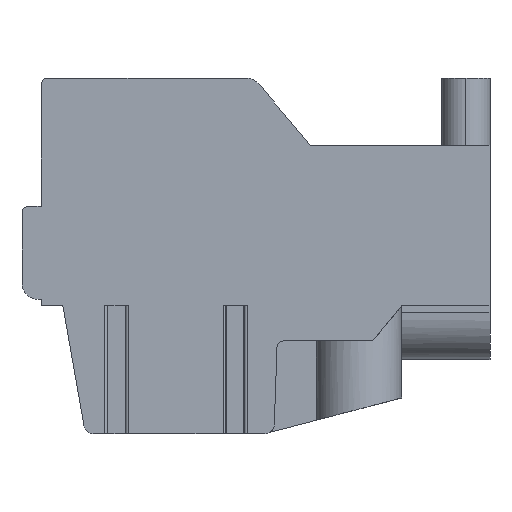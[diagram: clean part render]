
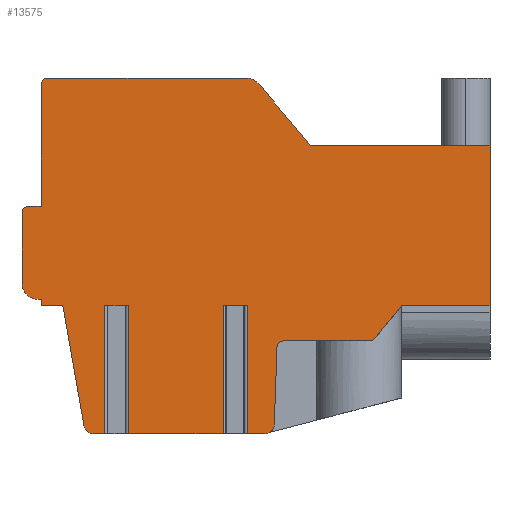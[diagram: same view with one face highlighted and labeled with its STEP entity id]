
A CAD part, front view. The second image highlights one B-rep face of the part: STEP entity #13575.
In plain terms, the highlighted planar face has unit normal (0, -1, 0).
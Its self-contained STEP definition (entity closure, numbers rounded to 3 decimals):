
#1=DIRECTION('',(1.,0.,0.));
#2=VECTOR('',#1,0.746);
#3=CARTESIAN_POINT('',(-12.023,0.,-7.186));
#4=LINE('',#3,#2);
#5=DIRECTION('',(0.,0.,-1.));
#6=VECTOR('',#5,4.);
#7=CARTESIAN_POINT('',(-12.023,0.,-7.186));
#8=LINE('',#7,#6);
#9=DIRECTION('',(-1.,0.,0.));
#10=VECTOR('',#9,0.348);
#11=CARTESIAN_POINT('',(-12.023,0.,-11.186));
#12=LINE('',#11,#10);
#13=CARTESIAN_POINT('',(-12.371,0.,-10.886));
#14=DIRECTION('',(0.,1.,0.));
#15=DIRECTION('',(0.,0.,-1.));
#16=AXIS2_PLACEMENT_3D('',#13,#14,#15);
#18=DIRECTION('',(-0.174,0.,0.985));
#19=VECTOR('',#18,3.81);
#20=CARTESIAN_POINT('',(-12.667,0.,-10.938));
#21=LINE('',#20,#19);
#22=DIRECTION('',(-1.,0.,0.));
#23=VECTOR('',#22,0.672);
#24=CARTESIAN_POINT('',(-13.328,0.,-7.186));
#25=LINE('',#24,#23);
#26=DIRECTION('',(0.,0.,1.));
#27=VECTOR('',#26,0.2);
#28=CARTESIAN_POINT('',(-14.,0.,-7.186));
#29=LINE('',#28,#27);
#30=DIRECTION('',(-1.,0.,0.));
#31=VECTOR('',#30,0.1);
#32=CARTESIAN_POINT('',(-14.,0.,-6.986));
#33=LINE('',#32,#31);
#34=CARTESIAN_POINT('',(-14.1,0.,-6.486));
#35=DIRECTION('',(0.,1.,0.));
#36=DIRECTION('',(0.,0.,-1.));
#37=AXIS2_PLACEMENT_3D('',#34,#35,#36);
#39=DIRECTION('',(0.,0.,1.));
#40=VECTOR('',#39,2.2);
#41=CARTESIAN_POINT('',(-14.6,0.,-6.486));
#42=LINE('',#41,#40);
#43=CARTESIAN_POINT('',(-14.4,0.,-4.286));
#44=DIRECTION('',(0.,1.,0.));
#45=DIRECTION('',(-1.,0.,0.));
#46=AXIS2_PLACEMENT_3D('',#43,#44,#45);
#48=DIRECTION('',(1.,0.,0.));
#49=VECTOR('',#48,0.4);
#50=CARTESIAN_POINT('',(-14.4,0.,-4.086));
#51=LINE('',#50,#49);
#52=DIRECTION('',(0.,0.,1.));
#53=VECTOR('',#52,3.8);
#54=CARTESIAN_POINT('',(-14.,0.,-4.086));
#55=LINE('',#54,#53);
#56=CARTESIAN_POINT('',(-13.8,0.,-0.286));
#57=DIRECTION('',(0.,1.,0.));
#58=DIRECTION('',(-1.,0.,0.));
#59=AXIS2_PLACEMENT_3D('',#56,#57,#58);
#61=DIRECTION('',(1.,0.,0.));
#62=VECTOR('',#61,6.205);
#63=CARTESIAN_POINT('',(-13.8,0.,-0.086));
#64=LINE('',#63,#62);
#65=CARTESIAN_POINT('',(-7.595,0.,-0.586));
#66=DIRECTION('',(0.,1.,0.));
#67=DIRECTION('',(0.,0.,1.));
#68=AXIS2_PLACEMENT_3D('',#65,#66,#67);
#70=DIRECTION('',(0.643,0.,-0.766));
#71=VECTOR('',#70,2.508);
#72=CARTESIAN_POINT('',(-7.212,0.,-0.264));
#73=LINE('',#72,#71);
#74=DIRECTION('',(1.,0.,0.));
#75=VECTOR('',#74,5.6);
#76=CARTESIAN_POINT('',(-5.6,0.,-2.186));
#77=LINE('',#76,#75);
#78=DIRECTION('',(0.,0.,-1.));
#79=VECTOR('',#78,5.);
#80=CARTESIAN_POINT('',(0.,0.,-2.186));
#81=LINE('',#80,#79);
#82=DIRECTION('',(-1.,0.,0.));
#83=VECTOR('',#82,2.75);
#84=CARTESIAN_POINT('',(0.,0.,-7.186));
#85=LINE('',#84,#83);
#86=DIRECTION('',(-0.635,0.,-0.773));
#87=VECTOR('',#86,1.423);
#88=CARTESIAN_POINT('',(-2.75,0.,-7.186));
#89=LINE('',#88,#87);
#90=DIRECTION('',(-1.,0.,0.));
#91=VECTOR('',#90,2.792);
#92=CARTESIAN_POINT('',(-3.653,0.,-8.286));
#93=LINE('',#92,#91);
#94=CARTESIAN_POINT('',(-6.445,0.,-8.486));
#95=DIRECTION('',(0.,-1.,0.));
#96=DIRECTION('',(0.,0.,1.));
#97=AXIS2_PLACEMENT_3D('',#94,#95,#96);
#99=DIRECTION('',(-0.035,0.,-0.999));
#100=VECTOR('',#99,2.419);
#101=CARTESIAN_POINT('',(-6.645,0.,-8.479));
#102=LINE('',#101,#100);
#103=CARTESIAN_POINT('',(-7.029,0.,-10.886));
#104=DIRECTION('',(0.,1.,0.));
#105=DIRECTION('',(0.999,0.,-0.035));
#106=AXIS2_PLACEMENT_3D('',#103,#104,#105);
#108=DIRECTION('',(-1.,0.,0.));
#109=VECTOR('',#108,0.547);
#110=CARTESIAN_POINT('',(-7.029,0.,-11.186));
#111=LINE('',#110,#109);
#112=DIRECTION('',(0.,0.,-1.));
#113=VECTOR('',#112,4.);
#114=CARTESIAN_POINT('',(-7.577,0.,-7.186));
#115=LINE('',#114,#113);
#116=DIRECTION('',(1.,0.,0.));
#117=VECTOR('',#116,0.746);
#118=CARTESIAN_POINT('',(-8.323,0.,-7.186));
#119=LINE('',#118,#117);
#120=DIRECTION('',(0.,0.,-1.));
#121=VECTOR('',#120,4.);
#122=CARTESIAN_POINT('',(-8.323,0.,-7.186));
#123=LINE('',#122,#121);
#124=DIRECTION('',(-1.,0.,0.));
#125=VECTOR('',#124,2.954);
#126=CARTESIAN_POINT('',(-8.323,0.,-11.186));
#127=LINE('',#126,#125);
#128=DIRECTION('',(0.,0.,-1.));
#129=VECTOR('',#128,4.);
#130=CARTESIAN_POINT('',(-11.277,0.,-7.186));
#131=LINE('',#130,#129);
#10620=CARTESIAN_POINT('',(-14.6,0.,-6.486));
#10621=CARTESIAN_POINT('',(-14.6,0.,-4.286));
#10622=VERTEX_POINT('',#10620);
#10623=VERTEX_POINT('',#10621);
#10624=CARTESIAN_POINT('',(-14.4,0.,-4.086));
#10625=VERTEX_POINT('',#10624);
#10626=CARTESIAN_POINT('',(-14.,0.,-4.086));
#10627=VERTEX_POINT('',#10626);
#10628=CARTESIAN_POINT('',(-14.,0.,-0.286));
#10629=VERTEX_POINT('',#10628);
#10630=CARTESIAN_POINT('',(-13.8,0.,-0.086));
#10631=VERTEX_POINT('',#10630);
#10632=CARTESIAN_POINT('',(-7.595,0.,-0.086));
#10633=VERTEX_POINT('',#10632);
#10634=CARTESIAN_POINT('',(-7.212,0.,-0.264));
#10635=VERTEX_POINT('',#10634);
#10636=CARTESIAN_POINT('',(-5.6,0.,-2.186));
#10637=VERTEX_POINT('',#10636);
#10638=CARTESIAN_POINT('',(0.,0.,-2.186));
#10639=VERTEX_POINT('',#10638);
#10640=CARTESIAN_POINT('',(0.,0.,-7.186));
#10641=VERTEX_POINT('',#10640);
#10642=CARTESIAN_POINT('',(-2.75,0.,-7.186));
#10643=VERTEX_POINT('',#10642);
#10644=CARTESIAN_POINT('',(-3.653,0.,-8.286));
#10645=VERTEX_POINT('',#10644);
#10646=CARTESIAN_POINT('',(-6.445,0.,-8.286));
#10647=VERTEX_POINT('',#10646);
#10648=CARTESIAN_POINT('',(-6.645,0.,-8.479));
#10649=VERTEX_POINT('',#10648);
#10650=CARTESIAN_POINT('',(-6.73,0.,-10.896));
#10651=VERTEX_POINT('',#10650);
#10652=CARTESIAN_POINT('',(-7.029,0.,-11.186));
#10653=VERTEX_POINT('',#10652);
#10654=CARTESIAN_POINT('',(-12.371,0.,-11.186));
#10655=CARTESIAN_POINT('',(-12.667,0.,-10.938));
#10656=VERTEX_POINT('',#10654);
#10657=VERTEX_POINT('',#10655);
#10658=CARTESIAN_POINT('',(-13.328,0.,-7.186));
#10659=VERTEX_POINT('',#10658);
#10660=CARTESIAN_POINT('',(-14.,0.,-7.186));
#10661=VERTEX_POINT('',#10660);
#10662=CARTESIAN_POINT('',(-14.,0.,-6.986));
#10663=VERTEX_POINT('',#10662);
#10664=CARTESIAN_POINT('',(-14.1,0.,-6.986));
#10665=VERTEX_POINT('',#10664);
#11111=CARTESIAN_POINT('',(-12.023,0.,-7.186));
#11112=CARTESIAN_POINT('',(-11.277,0.,-7.186));
#11113=VERTEX_POINT('',#11111);
#11114=VERTEX_POINT('',#11112);
#11115=CARTESIAN_POINT('',(-8.323,0.,-7.186));
#11116=CARTESIAN_POINT('',(-7.577,0.,-7.186));
#11117=VERTEX_POINT('',#11115);
#11118=VERTEX_POINT('',#11116);
#11119=CARTESIAN_POINT('',(-11.277,0.,-11.186));
#11120=VERTEX_POINT('',#11119);
#11121=CARTESIAN_POINT('',(-12.023,0.,-11.186));
#11122=VERTEX_POINT('',#11121);
#11123=CARTESIAN_POINT('',(-8.323,0.,-11.186));
#11124=VERTEX_POINT('',#11123);
#11125=CARTESIAN_POINT('',(-7.577,0.,-11.186));
#11126=VERTEX_POINT('',#11125);
#13506=CARTESIAN_POINT('',(0.,0.,0.));
#13507=DIRECTION('',(0.,1.,0.));
#13508=DIRECTION('',(1.,0.,0.));
#13509=AXIS2_PLACEMENT_3D('',#13506,#13507,#13508);
#13510=PLANE('',#13509);
#13512=ORIENTED_EDGE('',*,*,#13511,.F.);
#13514=ORIENTED_EDGE('',*,*,#13513,.T.);
#13516=ORIENTED_EDGE('',*,*,#13515,.T.);
#13518=ORIENTED_EDGE('',*,*,#13517,.T.);
#13520=ORIENTED_EDGE('',*,*,#13519,.T.);
#13522=ORIENTED_EDGE('',*,*,#13521,.T.);
#13524=ORIENTED_EDGE('',*,*,#13523,.T.);
#13526=ORIENTED_EDGE('',*,*,#13525,.T.);
#13528=ORIENTED_EDGE('',*,*,#13527,.T.);
#13530=ORIENTED_EDGE('',*,*,#13529,.T.);
#13532=ORIENTED_EDGE('',*,*,#13531,.T.);
#13534=ORIENTED_EDGE('',*,*,#13533,.T.);
#13536=ORIENTED_EDGE('',*,*,#13535,.T.);
#13538=ORIENTED_EDGE('',*,*,#13537,.T.);
#13540=ORIENTED_EDGE('',*,*,#13539,.T.);
#13542=ORIENTED_EDGE('',*,*,#13541,.T.);
#13544=ORIENTED_EDGE('',*,*,#13543,.T.);
#13546=ORIENTED_EDGE('',*,*,#13545,.T.);
#13548=ORIENTED_EDGE('',*,*,#13547,.T.);
#13550=ORIENTED_EDGE('',*,*,#13549,.T.);
#13552=ORIENTED_EDGE('',*,*,#13551,.T.);
#13554=ORIENTED_EDGE('',*,*,#13553,.T.);
#13556=ORIENTED_EDGE('',*,*,#13555,.T.);
#13558=ORIENTED_EDGE('',*,*,#13557,.T.);
#13560=ORIENTED_EDGE('',*,*,#13559,.T.);
#13562=ORIENTED_EDGE('',*,*,#13561,.T.);
#13564=ORIENTED_EDGE('',*,*,#13563,.F.);
#13566=ORIENTED_EDGE('',*,*,#13565,.F.);
#13568=ORIENTED_EDGE('',*,*,#13567,.T.);
#13570=ORIENTED_EDGE('',*,*,#13569,.T.);
#13572=ORIENTED_EDGE('',*,*,#13571,.F.);
#13573=EDGE_LOOP('',(#13512,#13514,#13516,#13518,#13520,#13522,#13524,#13526,
#13528,#13530,#13532,#13534,#13536,#13538,#13540,#13542,#13544,#13546,#13548,
#13550,#13552,#13554,#13556,#13558,#13560,#13562,#13564,#13566,#13568,#13570,
#13572));
#13574=FACE_OUTER_BOUND('',#13573,.F.);
#13575=ADVANCED_FACE('',(#13574),#13510,.F.);
#17=CIRCLE('',#16,0.3);
#38=CIRCLE('',#37,0.5);
#47=CIRCLE('',#46,0.2);
#60=CIRCLE('',#59,0.2);
#69=CIRCLE('',#68,0.5);
#98=CIRCLE('',#97,0.2);
#107=CIRCLE('',#106,0.3);
#13511=EDGE_CURVE('',#11113,#11114,#4,.T.);
#13513=EDGE_CURVE('',#11113,#11122,#8,.T.);
#13515=EDGE_CURVE('',#11122,#10656,#12,.T.);
#13517=EDGE_CURVE('',#10656,#10657,#17,.T.);
#13519=EDGE_CURVE('',#10657,#10659,#21,.T.);
#13521=EDGE_CURVE('',#10659,#10661,#25,.T.);
#13523=EDGE_CURVE('',#10661,#10663,#29,.T.);
#13525=EDGE_CURVE('',#10663,#10665,#33,.T.);
#13527=EDGE_CURVE('',#10665,#10622,#38,.T.);
#13529=EDGE_CURVE('',#10622,#10623,#42,.T.);
#13531=EDGE_CURVE('',#10623,#10625,#47,.T.);
#13533=EDGE_CURVE('',#10625,#10627,#51,.T.);
#13535=EDGE_CURVE('',#10627,#10629,#55,.T.);
#13537=EDGE_CURVE('',#10629,#10631,#60,.T.);
#13539=EDGE_CURVE('',#10631,#10633,#64,.T.);
#13541=EDGE_CURVE('',#10633,#10635,#69,.T.);
#13543=EDGE_CURVE('',#10635,#10637,#73,.T.);
#13545=EDGE_CURVE('',#10637,#10639,#77,.T.);
#13547=EDGE_CURVE('',#10639,#10641,#81,.T.);
#13549=EDGE_CURVE('',#10641,#10643,#85,.T.);
#13551=EDGE_CURVE('',#10643,#10645,#89,.T.);
#13553=EDGE_CURVE('',#10645,#10647,#93,.T.);
#13555=EDGE_CURVE('',#10647,#10649,#98,.T.);
#13557=EDGE_CURVE('',#10649,#10651,#102,.T.);
#13559=EDGE_CURVE('',#10651,#10653,#107,.T.);
#13561=EDGE_CURVE('',#10653,#11126,#111,.T.);
#13563=EDGE_CURVE('',#11118,#11126,#115,.T.);
#13565=EDGE_CURVE('',#11117,#11118,#119,.T.);
#13567=EDGE_CURVE('',#11117,#11124,#123,.T.);
#13569=EDGE_CURVE('',#11124,#11120,#127,.T.);
#13571=EDGE_CURVE('',#11114,#11120,#131,.T.);
